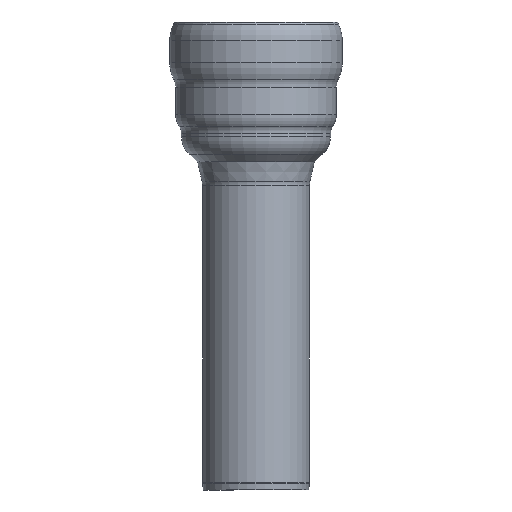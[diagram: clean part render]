
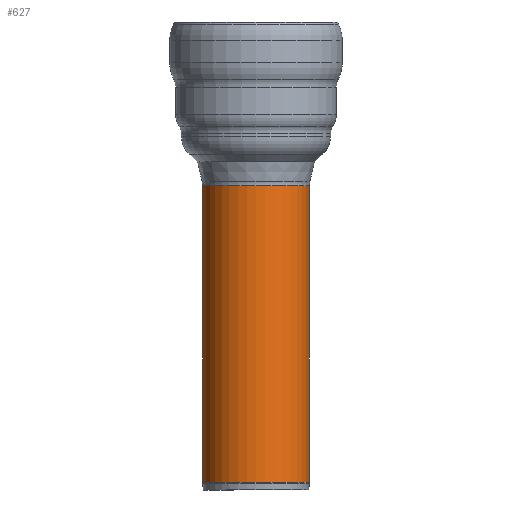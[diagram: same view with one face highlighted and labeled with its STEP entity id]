
A CAD part, front view. The second image highlights one B-rep face of the part: STEP entity #627.
In plain terms, the highlighted cylindrical face has radius 365 mm (diameter 730 mm), a full revolution.
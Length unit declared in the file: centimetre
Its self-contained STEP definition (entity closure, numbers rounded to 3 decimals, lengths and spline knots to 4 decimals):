
#29=CYLINDRICAL_SURFACE('',#738,36.5);
#79=FACE_OUTER_BOUND('',#115,.T.);
#115=EDGE_LOOP('',(#565,#566,#567,#568,#569,#570));
#136=LINE('',#1182,#156);
#156=VECTOR('',#983,36.5);
#227=CIRCLE('',#736,36.5);
#228=CIRCLE('',#737,36.5);
#229=CIRCLE('',#739,36.5);
#230=CIRCLE('',#740,36.5);
#288=VERTEX_POINT('',#1172);
#289=VERTEX_POINT('',#1174);
#290=VERTEX_POINT('',#1178);
#291=VERTEX_POINT('',#1179);
#381=EDGE_CURVE('',#289,#288,#227,.T.);
#382=EDGE_CURVE('',#288,#289,#228,.T.);
#383=EDGE_CURVE('',#290,#291,#229,.T.);
#384=EDGE_CURVE('',#291,#290,#230,.T.);
#385=EDGE_CURVE('',#291,#289,#136,.T.);
#565=ORIENTED_EDGE('',*,*,#383,.F.);
#566=ORIENTED_EDGE('',*,*,#384,.F.);
#567=ORIENTED_EDGE('',*,*,#385,.T.);
#568=ORIENTED_EDGE('',*,*,#381,.T.);
#569=ORIENTED_EDGE('',*,*,#382,.T.);
#570=ORIENTED_EDGE('',*,*,#385,.F.);
#627=ADVANCED_FACE('',(#79),#29,.T.);
#736=AXIS2_PLACEMENT_3D('',#1175,#973,#974);
#737=AXIS2_PLACEMENT_3D('',#1176,#975,#976);
#738=AXIS2_PLACEMENT_3D('',#1177,#977,#978);
#739=AXIS2_PLACEMENT_3D('',#1180,#979,#980);
#740=AXIS2_PLACEMENT_3D('',#1181,#981,#982);
#973=DIRECTION('center_axis',(0.,0.,
-1.));
#974=DIRECTION('ref_axis',(1.,0.,0.));
#975=DIRECTION('center_axis',(0.,0.,
-1.));
#976=DIRECTION('ref_axis',(1.,0.,0.));
#977=DIRECTION('center_axis',(0.,0.,
-1.));
#978=DIRECTION('ref_axis',(-1.,0.,0.));
#979=DIRECTION('center_axis',(0.,0.,
-1.));
#980=DIRECTION('ref_axis',(1.,0.,0.));
#981=DIRECTION('center_axis',(0.,0.,
-1.));
#982=DIRECTION('ref_axis',(1.,0.,0.));
#983=DIRECTION('',(0.,0.,1.));
#1172=CARTESIAN_POINT('',(0.,-36.5,208.1186));
#1174=CARTESIAN_POINT('',(36.5,0.,208.1186));
#1175=CARTESIAN_POINT('Origin',(0.,0.,
208.1186));
#1176=CARTESIAN_POINT('Origin',(0.,0.,
208.1186));
#1177=CARTESIAN_POINT('Origin',(0.,0.,
106.7034));
#1178=CARTESIAN_POINT('',(0.,-36.5,5.2882));
#1179=CARTESIAN_POINT('',(36.5,0.,5.2882));
#1180=CARTESIAN_POINT('Origin',(0.,0.,5.2882));
#1181=CARTESIAN_POINT('Origin',(0.,0.,5.2882));
#1182=CARTESIAN_POINT('',(36.5,0.,106.7034));
